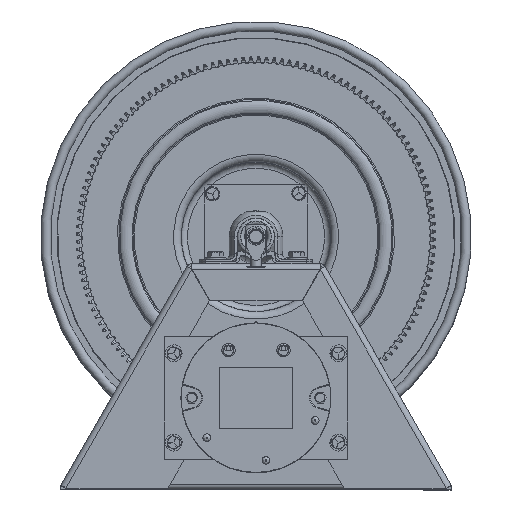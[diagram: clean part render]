
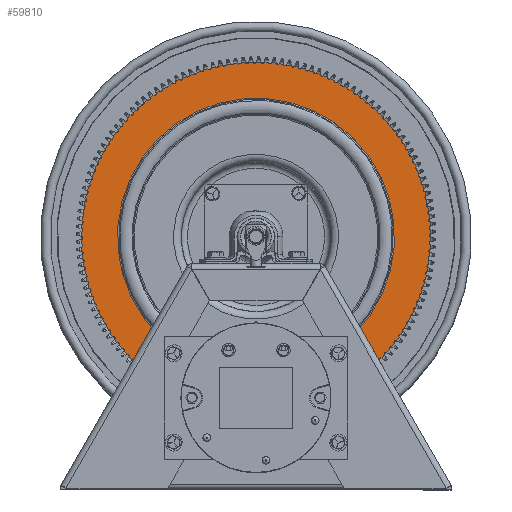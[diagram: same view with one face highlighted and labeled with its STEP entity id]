
A CAD part, top view. The second image highlights one B-rep face of the part: STEP entity #59810.
In plain terms, the highlighted planar face has unit normal (0, 0, 1).
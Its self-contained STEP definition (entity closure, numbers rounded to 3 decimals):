
#1343=FACE_BOUND('',#8074,.T.);
#3993=PLANE('',#63438);
#5135=FACE_OUTER_BOUND('',#8073,.T.);
#8073=EDGE_LOOP('',(#41679,#41680));
#8074=EDGE_LOOP('',(#41681,#41682));
#19678=CIRCLE('',#63435,5.667);
#19680=CIRCLE('',#63437,5.667);
#19681=CIRCLE('',#63439,7.159);
#19682=CIRCLE('',#63440,7.159);
#23246=VERTEX_POINT('',#90774);
#23247=VERTEX_POINT('',#90775);
#23248=VERTEX_POINT('',#90780);
#23249=VERTEX_POINT('',#90781);
#30769=EDGE_CURVE('',#23246,#23247,#19678,.T.);
#30771=EDGE_CURVE('',#23247,#23246,#19680,.T.);
#30772=EDGE_CURVE('',#23248,#23249,#19681,.T.);
#30773=EDGE_CURVE('',#23249,#23248,#19682,.T.);
#41679=ORIENTED_EDGE('',*,*,#30772,.T.);
#41680=ORIENTED_EDGE('',*,*,#30773,.T.);
#41681=ORIENTED_EDGE('',*,*,#30769,.F.);
#41682=ORIENTED_EDGE('',*,*,#30771,.F.);
#59810=ADVANCED_FACE('',(#5135,#1343),#3993,.T.);
#63435=AXIS2_PLACEMENT_3D('',#90776,#70642,#70643);
#63437=AXIS2_PLACEMENT_3D('',#90778,#70646,#70647);
#63438=AXIS2_PLACEMENT_3D('',#90779,#70648,#70649);
#63439=AXIS2_PLACEMENT_3D('',#90782,#70650,#70651);
#63440=AXIS2_PLACEMENT_3D('',#90783,#70652,#70653);
#70642=DIRECTION('center_axis',(0.,0.,
1.));
#70643=DIRECTION('ref_axis',(0.712,-0.702,0.));
#70646=DIRECTION('center_axis',(0.,0.,
1.));
#70647=DIRECTION('ref_axis',(0.712,-0.702,0.));
#70648=DIRECTION('center_axis',(0.,0.,
1.));
#70649=DIRECTION('ref_axis',(-0.702,-0.712,0.));
#70650=DIRECTION('center_axis',(0.,0.,
1.));
#70651=DIRECTION('ref_axis',(0.712,-0.702,0.));
#70652=DIRECTION('center_axis',(0.,0.,
1.));
#70653=DIRECTION('ref_axis',(0.712,-0.702,0.));
#90774=CARTESIAN_POINT('',(4.034,-2.762,14.048));
#90775=CARTESIAN_POINT('',(3.98,5.252,14.048));
#90776=CARTESIAN_POINT('Origin',(0.,1.218,14.048));
#90778=CARTESIAN_POINT('Origin',(0.,1.218,14.048));
#90779=CARTESIAN_POINT('Origin',(4.565,-3.286,14.048));
#90780=CARTESIAN_POINT('',(5.096,-3.81,14.048));
#90781=CARTESIAN_POINT('',(5.028,6.315,14.048));
#90782=CARTESIAN_POINT('Origin',(0.,1.218,14.048));
#90783=CARTESIAN_POINT('Origin',(0.,1.218,14.048));
